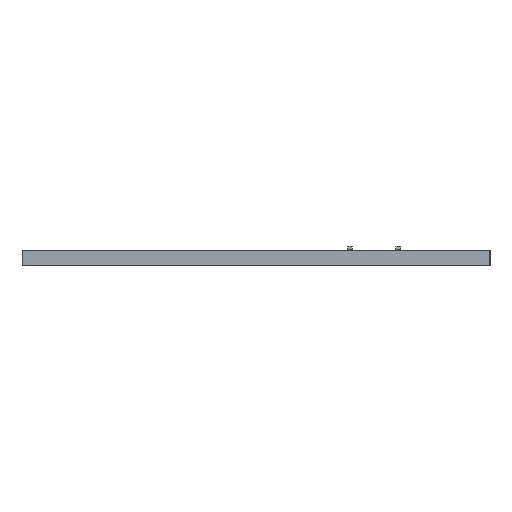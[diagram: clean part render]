
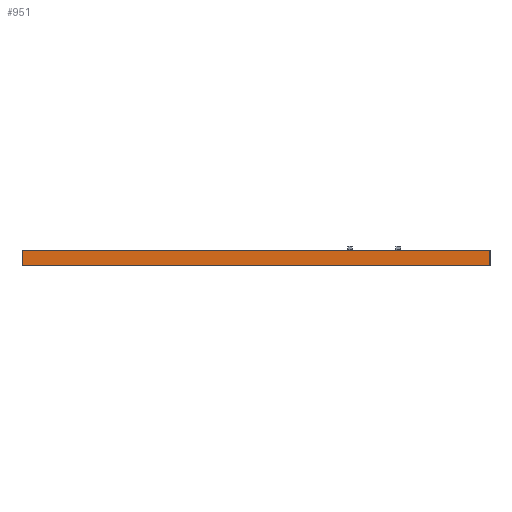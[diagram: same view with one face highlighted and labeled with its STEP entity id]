
A CAD part, left-side view. The second image highlights one B-rep face of the part: STEP entity #951.
In plain terms, the highlighted planar face has unit normal (-1, 0, 0).
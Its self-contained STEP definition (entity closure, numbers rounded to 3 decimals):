
#895 = VERTEX_POINT('',#896);
#896 = CARTESIAN_POINT('',(16.,-71.,1.6));
#902 = EDGE_CURVE('',#903,#895,#905,.T.);
#903 = VERTEX_POINT('',#904);
#904 = CARTESIAN_POINT('',(16.,-71.,0.));
#905 = LINE('',#906,#907);
#906 = CARTESIAN_POINT('',(16.,-71.,0.));
#907 = VECTOR('',#908,1.);
#908 = DIRECTION('',(0.,0.,1.));
#951 = ADVANCED_FACE('',(#952),#977,.T.);
#952 = FACE_BOUND('',#953,.T.);
#953 = EDGE_LOOP('',(#954,#955,#963,#971));
#954 = ORIENTED_EDGE('',*,*,#902,.T.);
#955 = ORIENTED_EDGE('',*,*,#956,.T.);
#956 = EDGE_CURVE('',#895,#957,#959,.T.);
#957 = VERTEX_POINT('',#958);
#958 = CARTESIAN_POINT('',(16.,-22.5,1.6));
#959 = LINE('',#960,#961);
#960 = CARTESIAN_POINT('',(16.,-71.,1.6));
#961 = VECTOR('',#962,1.);
#962 = DIRECTION('',(0.,1.,0.));
#963 = ORIENTED_EDGE('',*,*,#964,.F.);
#964 = EDGE_CURVE('',#965,#957,#967,.T.);
#965 = VERTEX_POINT('',#966);
#966 = CARTESIAN_POINT('',(16.,-22.5,0.));
#967 = LINE('',#968,#969);
#968 = CARTESIAN_POINT('',(16.,-22.5,0.));
#969 = VECTOR('',#970,1.);
#970 = DIRECTION('',(0.,0.,1.));
#971 = ORIENTED_EDGE('',*,*,#972,.F.);
#972 = EDGE_CURVE('',#903,#965,#973,.T.);
#973 = LINE('',#974,#975);
#974 = CARTESIAN_POINT('',(16.,-71.,0.));
#975 = VECTOR('',#976,1.);
#976 = DIRECTION('',(0.,1.,0.));
#977 = PLANE('',#978);
#978 = AXIS2_PLACEMENT_3D('',#979,#980,#981);
#979 = CARTESIAN_POINT('',(16.,-71.,0.));
#980 = DIRECTION('',(-1.,0.,0.));
#981 = DIRECTION('',(0.,1.,0.));
